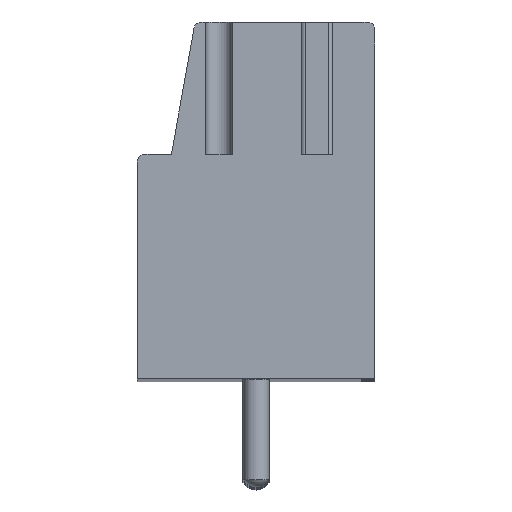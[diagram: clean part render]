
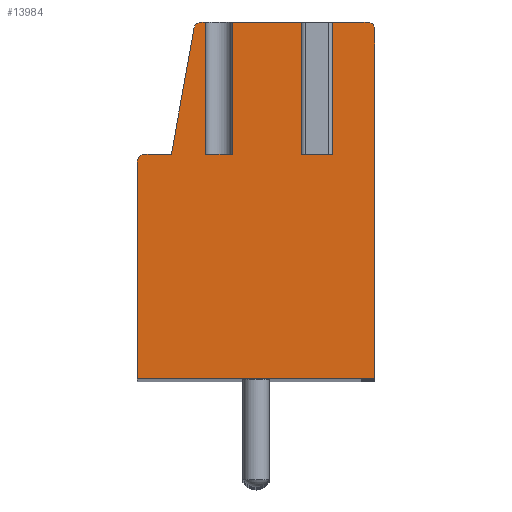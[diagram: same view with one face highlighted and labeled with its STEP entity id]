
A CAD part, top view. The second image highlights one B-rep face of the part: STEP entity #13984.
In plain terms, the highlighted planar face has unit normal (0, 0, 1).
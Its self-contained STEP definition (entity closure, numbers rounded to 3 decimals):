
#52=DIRECTION('',(1.,0.,0.));
#53=VECTOR('',#52,1.);
#54=CARTESIAN_POINT('',(-1.9,3.36,57.5));
#55=LINE('',#54,#53);
#56=DIRECTION('',(0.,1.,0.));
#57=VECTOR('',#56,5.);
#58=CARTESIAN_POINT('',(-0.9,3.36,57.5));
#59=LINE('',#58,#57);
#60=DIRECTION('',(-1.,0.,0.));
#61=VECTOR('',#60,2.8);
#62=CARTESIAN_POINT('',(1.9,8.36,57.5));
#63=LINE('',#62,#61);
#64=DIRECTION('',(0.,1.,0.));
#65=VECTOR('',#64,5.);
#66=CARTESIAN_POINT('',(1.9,3.36,57.5));
#67=LINE('',#66,#65);
#68=DIRECTION('',(1.,0.,0.));
#69=VECTOR('',#68,0.8);
#70=CARTESIAN_POINT('',(1.9,3.36,57.5));
#71=LINE('',#70,#69);
#72=DIRECTION('',(0.,1.,0.));
#73=VECTOR('',#72,5.);
#74=CARTESIAN_POINT('',(2.7,3.36,57.5));
#75=LINE('',#74,#73);
#76=DIRECTION('',(-1.,0.,0.));
#77=VECTOR('',#76,1.5);
#78=CARTESIAN_POINT('',(4.2,8.36,57.5));
#79=LINE('',#78,#77);
#80=CARTESIAN_POINT('',(4.2,8.06,57.5));
#81=DIRECTION('',(0.,0.,1.));
#82=DIRECTION('',(1.,0.,0.));
#83=AXIS2_PLACEMENT_3D('',#80,#81,#82);
#85=DIRECTION('',(0.,1.,0.));
#86=VECTOR('',#85,13.2);
#87=CARTESIAN_POINT('',(4.5,-5.14,57.5));
#88=LINE('',#87,#86);
#89=DIRECTION('',(1.,0.,0.));
#90=VECTOR('',#89,9.);
#91=CARTESIAN_POINT('',(-4.5,-5.14,57.5));
#92=LINE('',#91,#90);
#93=DIRECTION('',(0.,-1.,0.));
#94=VECTOR('',#93,8.2);
#95=CARTESIAN_POINT('',(-4.5,3.06,57.5));
#96=LINE('',#95,#94);
#97=CARTESIAN_POINT('',(-4.2,3.06,57.5));
#98=DIRECTION('',(0.,0.,1.));
#99=DIRECTION('',(0.,1.,0.));
#100=AXIS2_PLACEMENT_3D('',#97,#98,#99);
#102=DIRECTION('',(-1.,0.,0.));
#103=VECTOR('',#102,1.);
#104=CARTESIAN_POINT('',(-3.2,3.36,57.5));
#105=LINE('',#104,#103);
#106=DIRECTION('',(-0.177,-0.984,0.));
#107=VECTOR('',#106,4.829);
#108=CARTESIAN_POINT('',(-2.345,8.113,57.5));
#109=LINE('',#108,#107);
#110=CARTESIAN_POINT('',(-2.05,8.06,57.5));
#111=DIRECTION('',(0.,0.,1.));
#112=DIRECTION('',(0.,1.,0.));
#113=AXIS2_PLACEMENT_3D('',#110,#111,#112);
#115=DIRECTION('',(-1.,0.,0.));
#116=VECTOR('',#115,0.15);
#117=CARTESIAN_POINT('',(-1.9,8.36,57.5));
#118=LINE('',#117,#116);
#119=DIRECTION('',(0.,1.,0.));
#120=VECTOR('',#119,5.);
#121=CARTESIAN_POINT('',(-1.9,3.36,57.5));
#122=LINE('',#121,#120);
#10838=CARTESIAN_POINT('',(4.5,-5.14,57.5));
#10839=CARTESIAN_POINT('',(4.5,8.06,57.5));
#10840=VERTEX_POINT('',#10838);
#10841=VERTEX_POINT('',#10839);
#10842=CARTESIAN_POINT('',(4.2,8.36,57.5));
#10843=VERTEX_POINT('',#10842);
#10844=CARTESIAN_POINT('',(-2.05,8.36,57.5));
#10845=CARTESIAN_POINT('',(-2.345,8.113,57.5));
#10846=VERTEX_POINT('',#10844);
#10847=VERTEX_POINT('',#10845);
#10848=CARTESIAN_POINT('',(-3.2,3.36,57.5));
#10849=VERTEX_POINT('',#10848);
#10850=CARTESIAN_POINT('',(-4.2,3.36,57.5));
#10851=VERTEX_POINT('',#10850);
#10852=CARTESIAN_POINT('',(-4.5,3.06,57.5));
#10853=VERTEX_POINT('',#10852);
#10854=CARTESIAN_POINT('',(-4.5,-5.14,57.5));
#10855=VERTEX_POINT('',#10854);
#11153=CARTESIAN_POINT('',(1.9,3.36,57.5));
#11154=CARTESIAN_POINT('',(2.7,3.36,57.5));
#11155=VERTEX_POINT('',#11153);
#11156=VERTEX_POINT('',#11154);
#11157=CARTESIAN_POINT('',(2.7,8.36,57.5));
#11158=VERTEX_POINT('',#11157);
#11159=CARTESIAN_POINT('',(1.9,8.36,57.5));
#11160=VERTEX_POINT('',#11159);
#11181=CARTESIAN_POINT('',(-1.9,3.36,57.5));
#11182=CARTESIAN_POINT('',(-0.9,3.36,57.5));
#11183=VERTEX_POINT('',#11181);
#11184=VERTEX_POINT('',#11182);
#11185=CARTESIAN_POINT('',(-0.9,8.36,57.5));
#11186=VERTEX_POINT('',#11185);
#11187=CARTESIAN_POINT('',(-1.9,8.36,57.5));
#11188=VERTEX_POINT('',#11187);
#13943=CARTESIAN_POINT('',(0.,0.,57.5));
#13944=DIRECTION('',(0.,0.,1.));
#13945=DIRECTION('',(1.,0.,0.));
#13946=AXIS2_PLACEMENT_3D('',#13943,#13944,#13945);
#13947=PLANE('',#13946);
#13949=ORIENTED_EDGE('',*,*,#13948,.T.);
#13951=ORIENTED_EDGE('',*,*,#13950,.T.);
#13953=ORIENTED_EDGE('',*,*,#13952,.F.);
#13955=ORIENTED_EDGE('',*,*,#13954,.F.);
#13957=ORIENTED_EDGE('',*,*,#13956,.T.);
#13959=ORIENTED_EDGE('',*,*,#13958,.T.);
#13961=ORIENTED_EDGE('',*,*,#13960,.F.);
#13963=ORIENTED_EDGE('',*,*,#13962,.F.);
#13965=ORIENTED_EDGE('',*,*,#13964,.F.);
#13967=ORIENTED_EDGE('',*,*,#13966,.F.);
#13969=ORIENTED_EDGE('',*,*,#13968,.F.);
#13971=ORIENTED_EDGE('',*,*,#13970,.F.);
#13973=ORIENTED_EDGE('',*,*,#13972,.F.);
#13975=ORIENTED_EDGE('',*,*,#13974,.F.);
#13977=ORIENTED_EDGE('',*,*,#13976,.F.);
#13979=ORIENTED_EDGE('',*,*,#13978,.F.);
#13981=ORIENTED_EDGE('',*,*,#13980,.F.);
#13982=EDGE_LOOP('',(#13949,#13951,#13953,#13955,#13957,#13959,#13961,#13963,
#13965,#13967,#13969,#13971,#13973,#13975,#13977,#13979,#13981));
#13983=FACE_OUTER_BOUND('',#13982,.F.);
#84=CIRCLE('',#83,0.3);
#101=CIRCLE('',#100,0.3);
#114=CIRCLE('',#113,0.3);
#13948=EDGE_CURVE('',#11183,#11184,#55,.T.);
#13950=EDGE_CURVE('',#11184,#11186,#59,.T.);
#13952=EDGE_CURVE('',#11160,#11186,#63,.T.);
#13954=EDGE_CURVE('',#11155,#11160,#67,.T.);
#13956=EDGE_CURVE('',#11155,#11156,#71,.T.);
#13958=EDGE_CURVE('',#11156,#11158,#75,.T.);
#13960=EDGE_CURVE('',#10843,#11158,#79,.T.);
#13962=EDGE_CURVE('',#10841,#10843,#84,.T.);
#13964=EDGE_CURVE('',#10840,#10841,#88,.T.);
#13966=EDGE_CURVE('',#10855,#10840,#92,.T.);
#13968=EDGE_CURVE('',#10853,#10855,#96,.T.);
#13970=EDGE_CURVE('',#10851,#10853,#101,.T.);
#13972=EDGE_CURVE('',#10849,#10851,#105,.T.);
#13974=EDGE_CURVE('',#10847,#10849,#109,.T.);
#13976=EDGE_CURVE('',#10846,#10847,#114,.T.);
#13978=EDGE_CURVE('',#11188,#10846,#118,.T.);
#13980=EDGE_CURVE('',#11183,#11188,#122,.T.);
#13984=ADVANCED_FACE('',(#13983),#13947,.T.);
